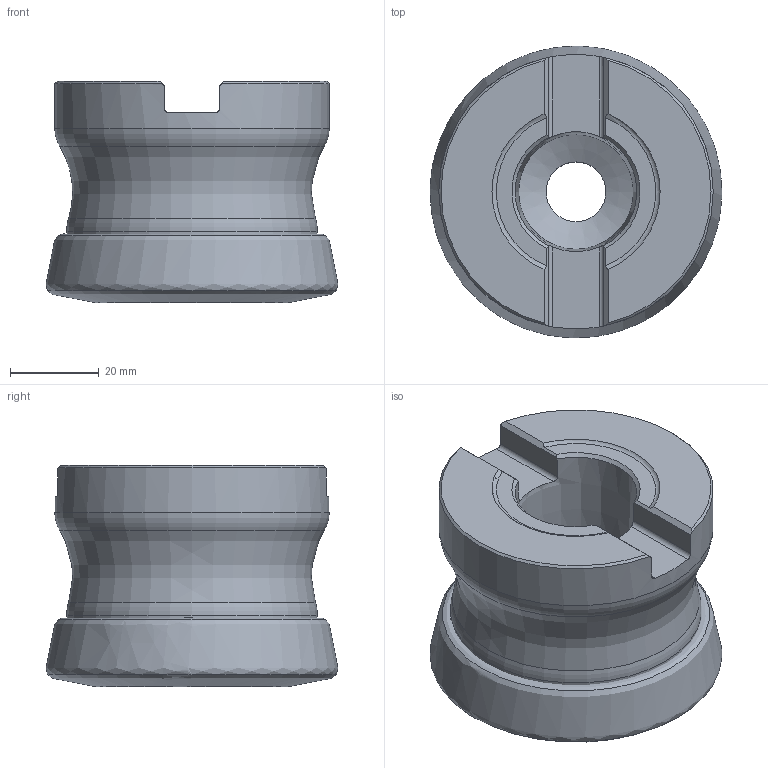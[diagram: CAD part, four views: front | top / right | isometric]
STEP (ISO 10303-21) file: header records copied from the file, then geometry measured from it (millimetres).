
FILE_DESCRIPTION(/* description */ (''),/* implementation_level */ '2;1');
FILE_NAME(/* name */ 'R220.21-0066-SP14.5A_Basic.stp',/* time_stamp */ '2021-04-26T16:24:23+06:00',/* author */ (''),/* organization */ (''),/* preprocessor_version */ 'ST-DEVELOPER v16.7',/* originating_system */ 'SIEMENS PLM Software NX 12.0',/* authorisation */ '');
FILE_SCHEMA (('AUTOMOTIVE_DESIGN { 1 0 10303 214 3 1 1 1 }'));
Length unit declared in the file: millimetre
Products named in the file (4): CUT; NOCUT; ASSEMBLY_CONSTRUCTION; inpu2BE43A5C60tl
Assembly tree (3 placements, depth 2):
  inpu2BE43A5C60tl
    ASSEMBLY_CONSTRUCTION
    NOCUT
    CUT
Bounding box: 65.92 x 65.91 x 49.99 mm (x, y, z)
Volume: 140300.1 mm3; surface area: 26490.5 mm2
Topology: 2 solids, 2 shells, 46 faces, 125 edges, 92 vertices
Faces by surface type: plane 16, torus 10, cone 8, cylinder 8, revolution 4
Full cylindrical faces by diameter (mm): 13.5 x1, 20 x1, 56.7 x1, 62 x1
Entity records: 1771 total; most frequent: CARTESIAN_POINT 552, DIRECTION 222, ORIENTED_EDGE 186, AXIS2_PLACEMENT_3D 97, EDGE_CURVE 93, VERTEX_POINT 69, EDGE_LOOP 68, ADVANCED_FACE 46
